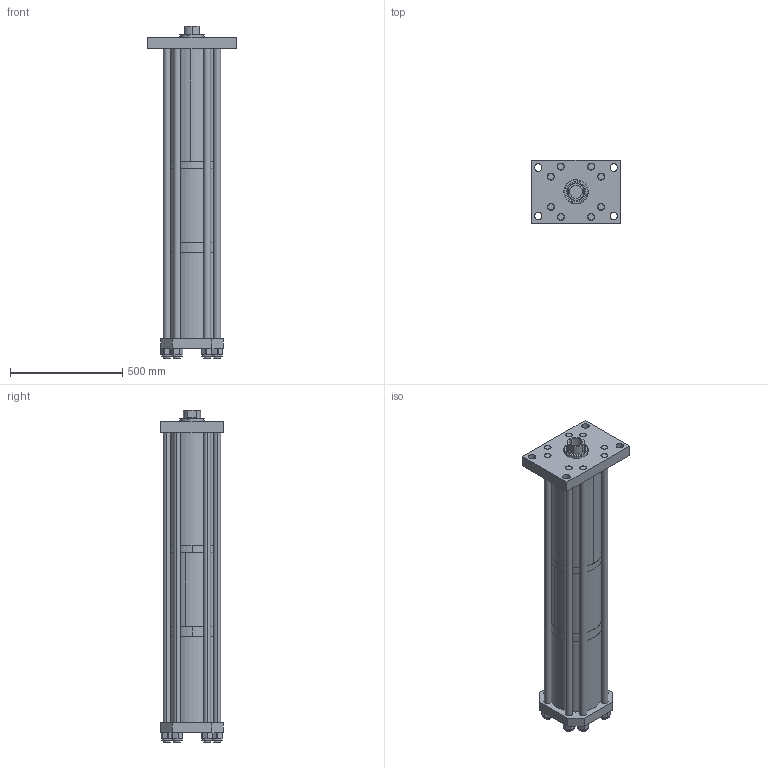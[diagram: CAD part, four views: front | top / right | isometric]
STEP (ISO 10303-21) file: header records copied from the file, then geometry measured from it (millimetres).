
FILE_DESCRIPTION (( 'STEP AP203' ), '1' );
FILE_NAME ('HPI-50-6.00-.50-FH-2020.STEP', '2020-04-22T20:14:31', ( '' ), ( '' ), 'SwSTEP 2.0', 'SolidWorks 2018', '' );
FILE_SCHEMA (( 'CONFIG_CONTROL_DESIGN' ));
Length unit declared in the file: inch
Products named in the file (13): E5001_Work Rod HPI-50-8-.50-FH.STEP; E5013.STEP; EI5005_6.0-.50.STEP; NLN 1.25.STEP; E5011_6.0.STEP; HPI-50-6.00-.50-FH-2020; G5010.STEP; F5003.STEP; HPI-50-6.00-.50-FH.STEP; E5064.STEP; E5004.STEP; E5018_6.0-.50.STEP; EI5014_6.0-.50.STEP
Assembly tree (26 placements, depth 3):
  HPI-50-6.00-.50-FH-2020
    HPI-50-6.00-.50-FH.STEP
      E5004.STEP
      F5003.STEP
      E5001_Work Rod HPI-50-8-.50-FH.STEP
      G5010.STEP
      E5013.STEP
      E5064.STEP
      NLN 1.25.STEP  x8
      EI5014_6.0-.50.STEP
      EI5005_6.0-.50.STEP
      E5011_6.0.STEP
      E5018_6.0-.50.STEP  x8
Bounding box: 393.7 x 279.4 x 1479.68 mm (x, y, z)
Volume: 32890782 mm3; surface area: 3949052.8 mm2
Topology: 25 solids, 25 shells, 553 faces, 1292 edges, 822 vertices
Faces by surface type: cylinder 267, plane 218, cone 36, torus 32
Entity records: 11772 total; most frequent: CARTESIAN_POINT 2585, DIRECTION 1712, ORIENTED_EDGE 1406, AXIS2_PLACEMENT_3D 706, EDGE_CURVE 703, VERTEX_POINT 458, EDGE_LOOP 399, CIRCLE 375
